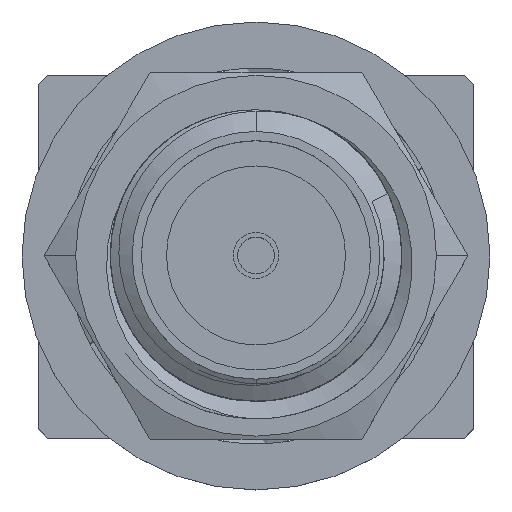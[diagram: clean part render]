
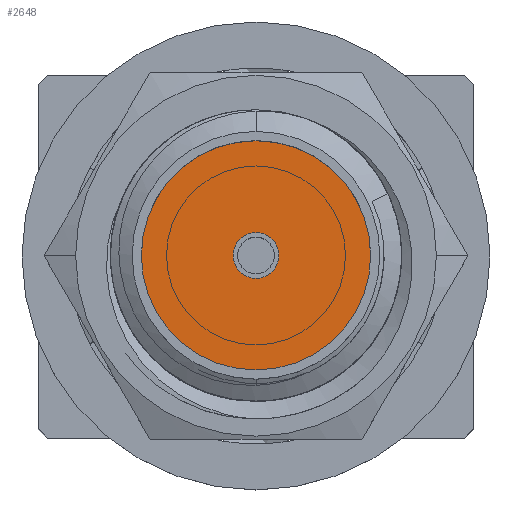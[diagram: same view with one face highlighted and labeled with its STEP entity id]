
A CAD part, top view. The second image highlights one B-rep face of the part: STEP entity #2648.
In plain terms, the highlighted face is planar.
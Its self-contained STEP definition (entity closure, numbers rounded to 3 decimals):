
#154 = DIRECTION ( 'NONE',  ( 0., 0., 1. ) ) ;
#798 = FACE_BOUND ( 'NONE', #5202, .T. ) ;
#806 = EDGE_LOOP ( 'NONE', ( #2864, #11249 ) ) ;
#1056 = CARTESIAN_POINT ( 'NONE',  ( 0., 10.9, 0. ) ) ;
#1602 = ORIENTED_EDGE ( 'NONE', *, *, #3269, .F. ) ;
#1993 = DIRECTION ( 'NONE',  ( 0., 0., 1. ) ) ;
#2499 = VERTEX_POINT ( 'NONE', #4590 ) ;
#2648 = ADVANCED_FACE ( 'NONE', ( #798, #14523 ), #14142, .T. ) ;
#2864 = ORIENTED_EDGE ( 'NONE', *, *, #14312, .T. ) ;
#3269 = EDGE_CURVE ( 'NONE', #2499, #6999, #3299, .T. ) ;
#3299 = CIRCLE ( 'NONE', #7273, 0.5 ) ;
#3327 = AXIS2_PLACEMENT_3D ( 'NONE', #4117, #11050, #1993 ) ;
#3558 = DIRECTION ( 'NONE',  ( 0., 1., 0. ) ) ;
#4117 = CARTESIAN_POINT ( 'NONE',  ( 0., 10.9, 0. ) ) ;
#4167 = AXIS2_PLACEMENT_3D ( 'NONE', #14450, #5144, #13285 ) ;
#4590 = CARTESIAN_POINT ( 'NONE',  ( 0., 10.9, -0.5 ) ) ;
#5144 = DIRECTION ( 'NONE',  ( 0., 1., 0. ) ) ;
#5188 = ORIENTED_EDGE ( 'NONE', *, *, #8311, .F. ) ;
#5202 = EDGE_LOOP ( 'NONE', ( #5188, #1602 ) ) ;
#5659 = CARTESIAN_POINT ( 'NONE',  ( 0., 10.9, -2.5 ) ) ;
#5708 = EDGE_CURVE ( 'NONE', #6788, #5734, #13788, .T. ) ;
#5734 = VERTEX_POINT ( 'NONE', #5659 ) ;
#6788 = VERTEX_POINT ( 'NONE', #11046 ) ;
#6999 = VERTEX_POINT ( 'NONE', #11785 ) ;
#7273 = AXIS2_PLACEMENT_3D ( 'NONE', #11704, #3558, #154 ) ;
#7881 = DIRECTION ( 'NONE',  ( 0., 1., 0. ) ) ;
#8311 = EDGE_CURVE ( 'NONE', #6999, #2499, #12473, .T. ) ;
#8995 = DIRECTION ( 'NONE',  ( 0., 0., 1. ) ) ;
#10825 = DIRECTION ( 'NONE',  ( 0., 0., 1. ) ) ;
#11046 = CARTESIAN_POINT ( 'NONE',  ( 0., 10.9, 2.5 ) ) ;
#11050 = DIRECTION ( 'NONE',  ( 0., 1., 0. ) ) ;
#11175 = AXIS2_PLACEMENT_3D ( 'NONE', #1056, #7881, #8995 ) ;
#11249 = ORIENTED_EDGE ( 'NONE', *, *, #5708, .T. ) ;
#11578 = CIRCLE ( 'NONE', #12270, 2.5 ) ;
#11704 = CARTESIAN_POINT ( 'NONE',  ( 0., 10.9, 0. ) ) ;
#11785 = CARTESIAN_POINT ( 'NONE',  ( 0., 10.9, 0.5 ) ) ;
#12185 = CARTESIAN_POINT ( 'NONE',  ( 0., 10.9, 0. ) ) ;
#12270 = AXIS2_PLACEMENT_3D ( 'NONE', #12185, #14517, #10825 ) ;
#12473 = CIRCLE ( 'NONE', #3327, 0.5 ) ;
#13285 = DIRECTION ( 'NONE',  ( 0., 0., 1. ) ) ;
#13788 = CIRCLE ( 'NONE', #11175, 2.5 ) ;
#14142 = PLANE ( 'NONE',  #4167 ) ;
#14312 = EDGE_CURVE ( 'NONE', #5734, #6788, #11578, .T. ) ;
#14450 = CARTESIAN_POINT ( 'NONE',  ( 0., 10.9, 0. ) ) ;
#14517 = DIRECTION ( 'NONE',  ( 0., 1., 0. ) ) ;
#14523 = FACE_OUTER_BOUND ( 'NONE', #806, .T. ) ;
